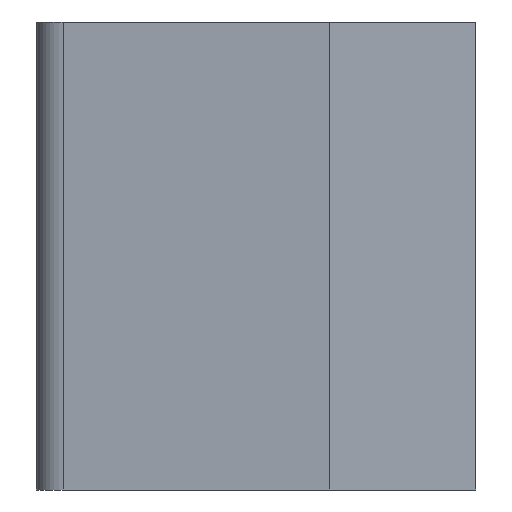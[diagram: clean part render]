
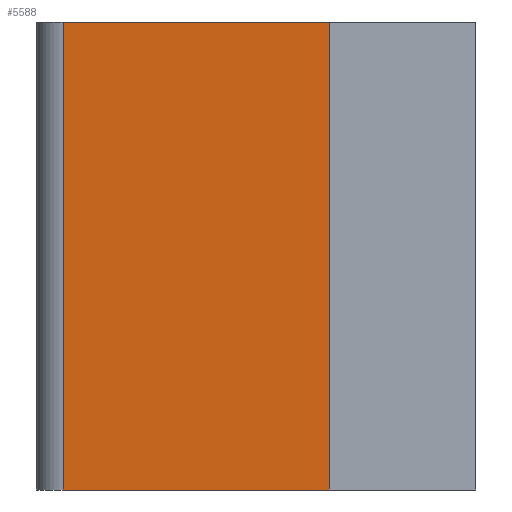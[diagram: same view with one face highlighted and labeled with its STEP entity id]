
A CAD part, left-side view. The second image highlights one B-rep face of the part: STEP entity #5588.
In plain terms, the highlighted planar face has unit normal (-0.995, 0.1, 0).
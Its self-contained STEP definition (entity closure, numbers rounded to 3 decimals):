
#401=FACE_OUTER_BOUND('',#704,.T.);
#704=EDGE_LOOP('',(#3506,#3507,#3508,#3509));
#1041=LINE('',#7086,#1606);
#1042=LINE('',#7088,#1607);
#1043=LINE('',#7090,#1608);
#1044=LINE('',#7091,#1609);
#1606=VECTOR('',#6111,1000.);
#1607=VECTOR('',#6112,1000.);
#1608=VECTOR('',#6113,1000.);
#1609=VECTOR('',#6114,1000.);
#2171=VERTEX_POINT('',#7084);
#2172=VERTEX_POINT('',#7085);
#2173=VERTEX_POINT('',#7087);
#2174=VERTEX_POINT('',#7089);
#2705=EDGE_CURVE('',#2171,#2172,#1041,.T.);
#2706=EDGE_CURVE('',#2171,#2173,#1042,.T.);
#2707=EDGE_CURVE('',#2173,#2174,#1043,.T.);
#2708=EDGE_CURVE('',#2172,#2174,#1044,.T.);
#3506=ORIENTED_EDGE('',*,*,#2705,.F.);
#3507=ORIENTED_EDGE('',*,*,#2706,.T.);
#3508=ORIENTED_EDGE('',*,*,#2707,.T.);
#3509=ORIENTED_EDGE('',*,*,#2708,.F.);
#5102=PLANE('',#5896);
#5588=ADVANCED_FACE('',(#401),#5102,.F.);
#5896=AXIS2_PLACEMENT_3D('',#7083,#6109,#6110);
#6109=DIRECTION('center_axis',(0.995,-0.1,0.));
#6110=DIRECTION('ref_axis',(0.1,0.995,0.));
#6111=DIRECTION('',(-0.1,-0.995,0.));
#6112=DIRECTION('',(0.,0.,-1.));
#6113=DIRECTION('',(-0.1,-0.995,0.));
#6114=DIRECTION('',(0.,0.,-1.));
#7083=CARTESIAN_POINT('Origin',(-0.732,-1.193,0.4));
#7084=CARTESIAN_POINT('',(-0.555,0.58,0.4));
#7085=CARTESIAN_POINT('',(-0.6,0.125,0.4));
#7086=CARTESIAN_POINT('',(-0.732,-1.193,0.4));
#7087=CARTESIAN_POINT('',(-0.555,0.58,-0.4));
#7088=CARTESIAN_POINT('',(-0.555,0.58,0.4));
#7089=CARTESIAN_POINT('',(-0.6,0.125,-0.4));
#7090=CARTESIAN_POINT('',(-0.732,-1.193,-0.4));
#7091=CARTESIAN_POINT('',(-0.6,0.125,0.4));
